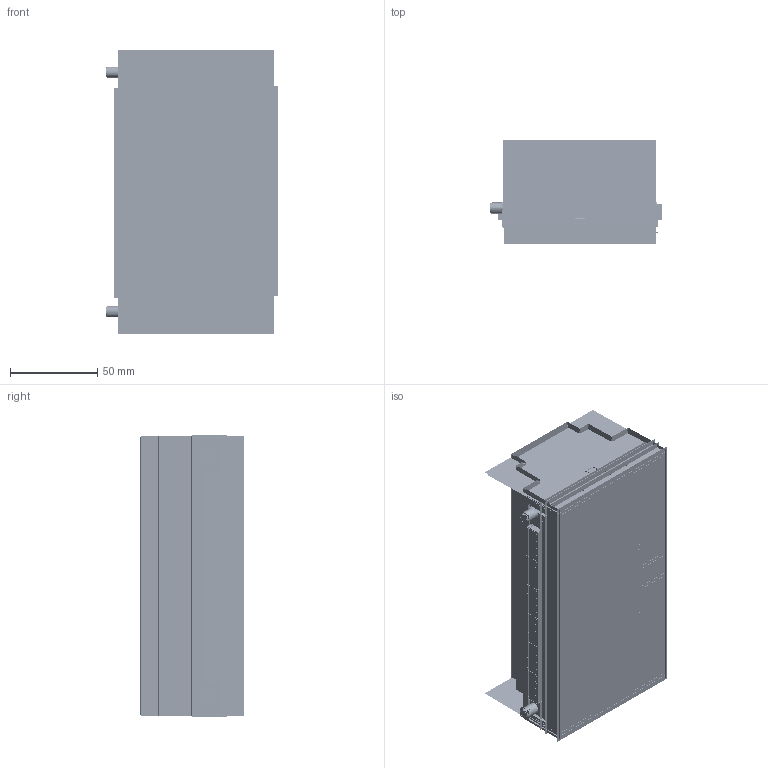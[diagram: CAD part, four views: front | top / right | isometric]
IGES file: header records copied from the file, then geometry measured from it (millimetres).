
Start section:  PTC IGES file: 190034.igs
Global section: file name: 190034.igs; native system: Creo Parametric by PTC Inc.; preprocessor: 2016260; author: PDMAdmin; organization: Unknown; date: 20170109.150401; units: millimetre
Bounding box: 98.8 x 60.02 x 163.28 mm (x, y, z)
Volume: 147218.7 mm3; surface area: 1152332.1 mm2
Topology: 29 solids, 31 shells, 7478 faces, 38286 edges, 48667 vertices
Faces by surface type: bspline 3794, revolution 3684
